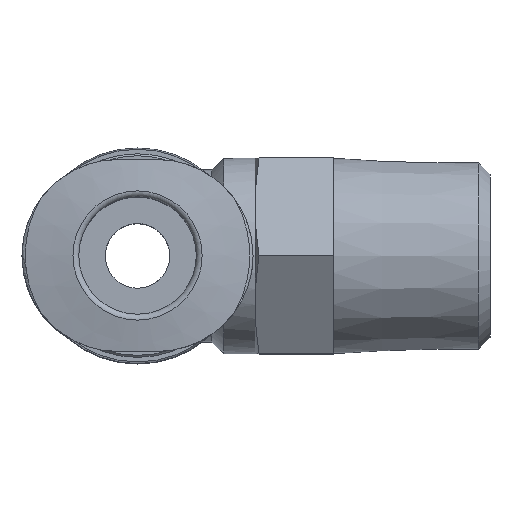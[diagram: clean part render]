
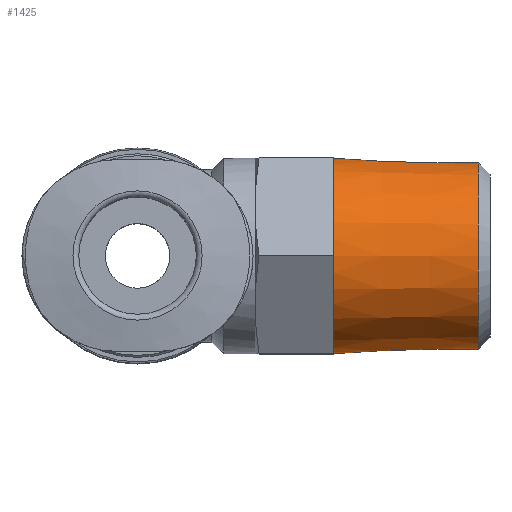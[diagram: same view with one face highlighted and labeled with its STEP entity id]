
A CAD part, top view. The second image highlights one B-rep face of the part: STEP entity #1425.
In plain terms, the highlighted conical face has half-angle 1.788 degrees and reference radius 4.989 mm.
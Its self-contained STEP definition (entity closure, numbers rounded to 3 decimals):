
#159=CONICAL_SURFACE('',#1545,4.989,0.031);
#394=ORIENTED_EDGE('',*,*,#540,.F.);
#395=ORIENTED_EDGE('',*,*,#541,.T.);
#540=EDGE_CURVE('',#635,#635,#686,.T.);
#541=EDGE_CURVE('',#636,#636,#687,.T.);
#635=VERTEX_POINT('',#2239);
#636=VERTEX_POINT('',#2242);
#686=CIRCLE('',#1544,4.758);
#687=CIRCLE('',#1546,4.989);
#773=EDGE_LOOP('',(#394));
#774=EDGE_LOOP('',(#395));
#873=FACE_BOUND('',#773,.T.);
#874=FACE_BOUND('',#774,.T.);
#1425=ADVANCED_FACE('',(#873,#874),#159,.T.);
#1544=AXIS2_PLACEMENT_3D('',#2238,#1796,#1797);
#1545=AXIS2_PLACEMENT_3D('',#2240,#1798,#1799);
#1546=AXIS2_PLACEMENT_3D('',#2241,#1800,#1801);
#1796=DIRECTION('',(1.,0.,0.));
#1797=DIRECTION('',(0.,0.,-1.));
#1798=DIRECTION('',(-1.,0.,0.));
#1799=DIRECTION('',(0.,0.,1.));
#1800=DIRECTION('',(1.,0.,0.));
#1801=DIRECTION('',(0.,0.,-1.));
#2238=CARTESIAN_POINT('',(17.4,0.,0.));
#2239=CARTESIAN_POINT('',(17.4,0.,-4.758));
#2240=CARTESIAN_POINT('',(10.,0.,0.));
#2241=CARTESIAN_POINT('',(10.,0.,0.));
#2242=CARTESIAN_POINT('',(10.,0.,-4.989));
